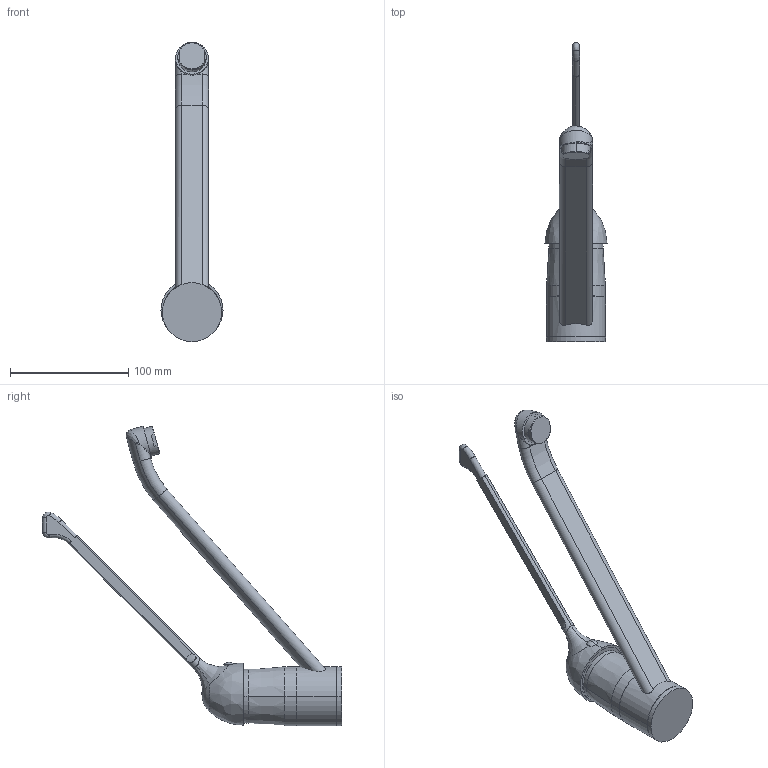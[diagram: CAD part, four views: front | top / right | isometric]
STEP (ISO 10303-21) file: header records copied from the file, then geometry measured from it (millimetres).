
FILE_DESCRIPTION((''),'2;1');
FILE_NAME('DU303CR','2021-11-09T13:49:00',('ut3'),('PAFFONI SpA'),'CREO PARAMETRIC BY PTC INC, 2020044','CREO PARAMETRIC BY PTC INC, 2020044','');
FILE_SCHEMA(('CONFIG_CONTROL_DESIGN','SHAPE_APPEARANCE_LAYERS_GROUPS'));
Length unit declared in the file: millimetre
Products named in the file (1): DU303CR
Bounding box: 52.5 x 253.2 x 253.52 mm (x, y, z)
Volume: 262735.8 mm3; surface area: 70293.4 mm2
Topology: 1 solids, 1 shells, 185 faces, 447 edges, 275 vertices
Faces by surface type: cylinder 72, plane 57, bspline 23, cone 16, torus 9, sphere 8
Entity records: 9688 total; most frequent: CARTESIAN_POINT 4128, DIRECTION 903, ORIENTED_EDGE 878, EDGE_CURVE 439, AXIS2_PLACEMENT_3D 378, VERTEX_POINT 275, CIRCLE 216, EDGE_LOOP 210
